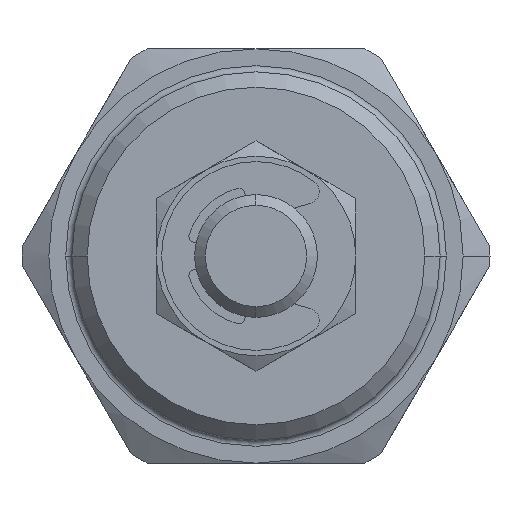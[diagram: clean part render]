
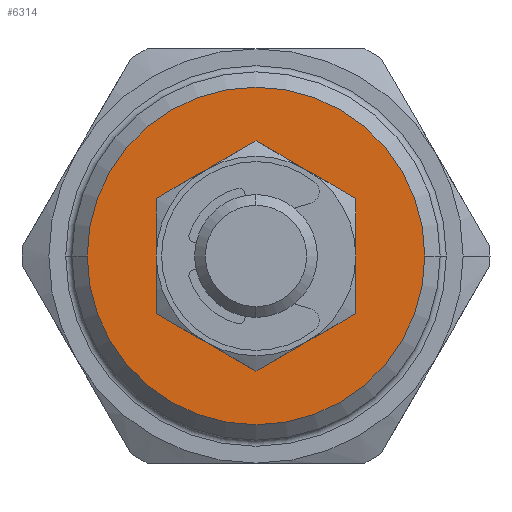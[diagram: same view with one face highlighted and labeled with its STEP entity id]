
A CAD part, left-side view. The second image highlights one B-rep face of the part: STEP entity #6314.
In plain terms, the highlighted planar face has unit normal (-1, 0, 0).
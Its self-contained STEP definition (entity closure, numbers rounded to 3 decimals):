
#28 = ORIENTED_EDGE ( 'NONE', *, *, #4359, .F. ) ;
#98 = DIRECTION ( 'NONE',  ( 0., 1., 0. ) ) ;
#230 = CARTESIAN_POINT ( 'NONE',  ( -18.3, 6.5, 0. ) ) ;
#442 = ORIENTED_EDGE ( 'NONE', *, *, #1454, .F. ) ;
#549 = DIRECTION ( 'NONE',  ( -1., 0., 0. ) ) ;
#628 = VERTEX_POINT ( 'NONE', #230 ) ;
#742 = AXIS2_PLACEMENT_3D ( 'NONE', #1966, #4593, #3026 ) ;
#755 = EDGE_LOOP ( 'NONE', ( #1151, #2841 ) ) ;
#957 = AXIS2_PLACEMENT_3D ( 'NONE', #3704, #549, #4241 ) ;
#1151 = ORIENTED_EDGE ( 'NONE', *, *, #5032, .T. ) ;
#1305 = CARTESIAN_POINT ( 'NONE',  ( -18.3, 0., 0. ) ) ;
#1399 = AXIS2_PLACEMENT_3D ( 'NONE', #6408, #3264, #98 ) ;
#1454 = EDGE_CURVE ( 'NONE', #5712, #628, #5640, .T. ) ;
#1717 = CARTESIAN_POINT ( 'NONE',  ( -18.3, -11., 0. ) ) ;
#1899 = CARTESIAN_POINT ( 'NONE',  ( -18.3, 11., 0. ) ) ;
#1962 = DIRECTION ( 'NONE',  ( -1., 0., 0. ) ) ;
#1966 = CARTESIAN_POINT ( 'NONE',  ( -18.3, 0., -11. ) ) ;
#2391 = DIRECTION ( 'NONE',  ( 0., 0., -1. ) ) ;
#2629 = CIRCLE ( 'NONE', #4623, 6.5 ) ;
#2841 = ORIENTED_EDGE ( 'NONE', *, *, #4582, .T. ) ;
#3026 = DIRECTION ( 'NONE',  ( 0., -1., 0. ) ) ;
#3124 = CIRCLE ( 'NONE', #1399, 11. ) ;
#3217 = CIRCLE ( 'NONE', #957, 11. ) ;
#3264 = DIRECTION ( 'NONE',  ( -1., 0., 0. ) ) ;
#3704 = CARTESIAN_POINT ( 'NONE',  ( -18.3, 0., 0. ) ) ;
#3878 = AXIS2_PLACEMENT_3D ( 'NONE', #1305, #5037, #2391 ) ;
#4156 = VERTEX_POINT ( 'NONE', #1717 ) ;
#4241 = DIRECTION ( 'NONE',  ( 0., 1., 0. ) ) ;
#4359 = EDGE_CURVE ( 'NONE', #628, #5712, #2629, .T. ) ;
#4360 = CARTESIAN_POINT ( 'NONE',  ( -18.3, -6.5, 0. ) ) ;
#4582 = EDGE_CURVE ( 'NONE', #6223, #4156, #3217, .T. ) ;
#4593 = DIRECTION ( 'NONE',  ( 1., 0., 0. ) ) ;
#4623 = AXIS2_PLACEMENT_3D ( 'NONE', #5123, #1962, #5661 ) ;
#5001 = FACE_OUTER_BOUND ( 'NONE', #755, .T. ) ;
#5032 = EDGE_CURVE ( 'NONE', #4156, #6223, #3124, .T. ) ;
#5037 = DIRECTION ( 'NONE',  ( -1., 0., 0. ) ) ;
#5123 = CARTESIAN_POINT ( 'NONE',  ( -18.3, 0., 0. ) ) ;
#5167 = FACE_BOUND ( 'NONE', #6366, .T. ) ;
#5640 = CIRCLE ( 'NONE', #3878, 6.5 ) ;
#5661 = DIRECTION ( 'NONE',  ( 0., 0., -1. ) ) ;
#5712 = VERTEX_POINT ( 'NONE', #4360 ) ;
#6181 = PLANE ( 'NONE',  #742 ) ;
#6223 = VERTEX_POINT ( 'NONE', #1899 ) ;
#6314 = ADVANCED_FACE ( 'NONE', ( #5167, #5001 ), #6181, .F. ) ;
#6366 = EDGE_LOOP ( 'NONE', ( #442, #28 ) ) ;
#6408 = CARTESIAN_POINT ( 'NONE',  ( -18.3, 0., 0. ) ) ;
